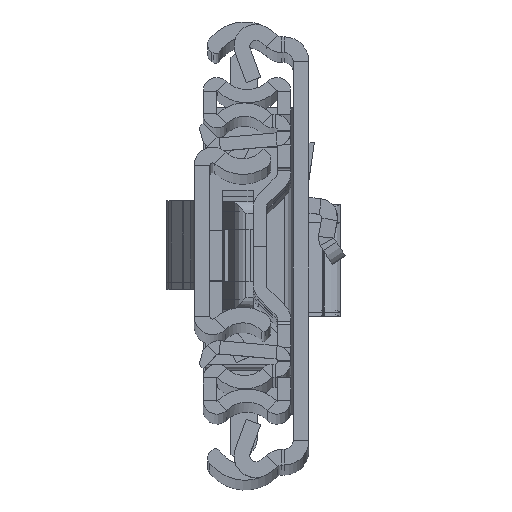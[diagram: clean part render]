
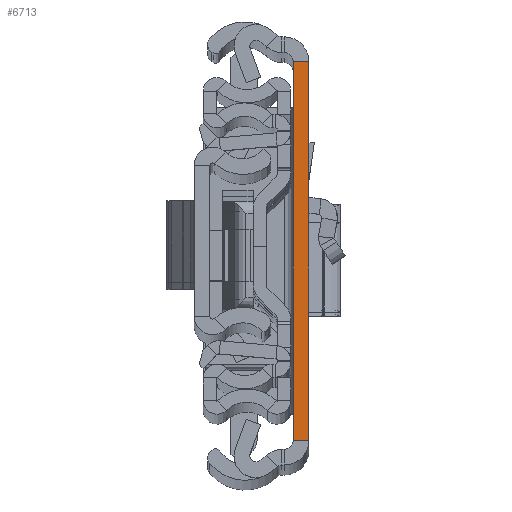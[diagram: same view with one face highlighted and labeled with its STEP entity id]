
A CAD part, top view. The second image highlights one B-rep face of the part: STEP entity #6713.
In plain terms, the highlighted planar face has unit normal (0, 0, 1).
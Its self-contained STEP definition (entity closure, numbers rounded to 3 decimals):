
#372 = DIRECTION ( 'NONE',  ( 0., 1., 0. ) ) ;
#1727 = CARTESIAN_POINT ( 'NONE',  ( 2.6, -31.5, 0. ) ) ;
#1915 = ORIENTED_EDGE ( 'NONE', *, *, #14785, .T. ) ;
#1929 = CARTESIAN_POINT ( 'NONE',  ( 0., -31.5, 0. ) ) ;
#3390 = CARTESIAN_POINT ( 'NONE',  ( 0., 31.5, 0. ) ) ;
#4889 = CARTESIAN_POINT ( 'NONE',  ( 2.6, 31.5, 0. ) ) ;
#5057 = PLANE ( 'NONE',  #18179 ) ;
#5197 = VECTOR ( 'NONE', #372, 1000. ) ;
#5495 = VERTEX_POINT ( 'NONE', #12338 ) ;
#5625 = ORIENTED_EDGE ( 'NONE', *, *, #10189, .T. ) ;
#5995 = LINE ( 'NONE', #18429, #15639 ) ;
#6138 = DIRECTION ( 'NONE',  ( 0., 1., 0. ) ) ;
#6713 = ADVANCED_FACE ( 'NONE', ( #9273 ), #5057, .F. ) ;
#7617 = VERTEX_POINT ( 'NONE', #11298 ) ;
#7729 = VECTOR ( 'NONE', #10887, 1000. ) ;
#9273 = FACE_OUTER_BOUND ( 'NONE', #15568, .T. ) ;
#10189 = EDGE_CURVE ( 'NONE', #5495, #7617, #5995, .T. ) ;
#10793 = DIRECTION ( 'NONE',  ( 0., 1., 0. ) ) ;
#10887 = DIRECTION ( 'NONE',  ( 1., 0., 0. ) ) ;
#11126 = EDGE_CURVE ( 'NONE', #11645, #11134, #16906, .T. ) ;
#11134 = VERTEX_POINT ( 'NONE', #3390 ) ;
#11298 = CARTESIAN_POINT ( 'NONE',  ( 2.6, 31.5, 0. ) ) ;
#11645 = VERTEX_POINT ( 'NONE', #15894 ) ;
#11705 = ORIENTED_EDGE ( 'NONE', *, *, #15508, .F. ) ;
#12338 = CARTESIAN_POINT ( 'NONE',  ( 2.6, -31.5, 0. ) ) ;
#13819 = DIRECTION ( 'NONE',  ( 1., 0., 0. ) ) ;
#13917 = CARTESIAN_POINT ( 'NONE',  ( 2.6, -31.5, 0. ) ) ;
#14101 = LINE ( 'NONE', #13917, #14805 ) ;
#14785 = EDGE_CURVE ( 'NONE', #11645, #5495, #14101, .T. ) ;
#14805 = VECTOR ( 'NONE', #13819, 1000. ) ;
#15163 = LINE ( 'NONE', #4889, #7729 ) ;
#15508 = EDGE_CURVE ( 'NONE', #11134, #7617, #15163, .T. ) ;
#15568 = EDGE_LOOP ( 'NONE', ( #11705, #17871, #1915, #5625 ) ) ;
#15639 = VECTOR ( 'NONE', #10793, 1000. ) ;
#15894 = CARTESIAN_POINT ( 'NONE',  ( 0., -31.5, 0. ) ) ;
#16906 = LINE ( 'NONE', #1929, #5197 ) ;
#17871 = ORIENTED_EDGE ( 'NONE', *, *, #11126, .F. ) ;
#18179 = AXIS2_PLACEMENT_3D ( 'NONE', #1727, #18187, #6138 ) ;
#18187 = DIRECTION ( 'NONE',  ( 0., 0., -1. ) ) ;
#18429 = CARTESIAN_POINT ( 'NONE',  ( 2.6, -31.5, 0. ) ) ;
